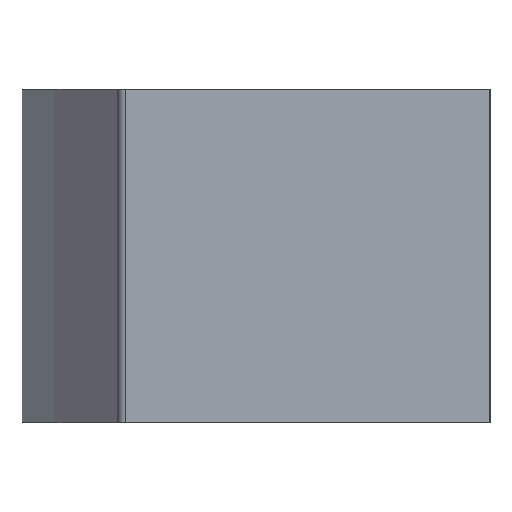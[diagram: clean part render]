
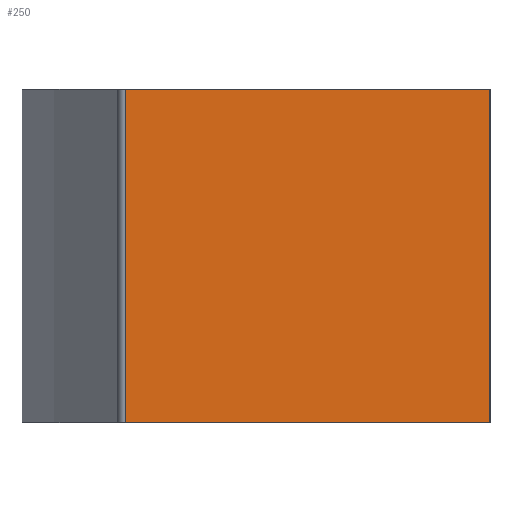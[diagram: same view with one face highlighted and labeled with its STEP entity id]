
A CAD part, left-side view. The second image highlights one B-rep face of the part: STEP entity #250.
In plain terms, the highlighted planar face has unit normal (-1, 0, 0).
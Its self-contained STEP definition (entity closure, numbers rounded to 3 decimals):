
#95 = LINE ( 'NONE', #111, #717 ) ;
#98 = CARTESIAN_POINT ( 'NONE',  ( -88.8, -28.6, 10.1 ) ) ;
#99 = ORIENTED_EDGE ( 'NONE', *, *, #213, .F. ) ;
#110 = EDGE_LOOP ( 'NONE', ( #492, #160, #99, #848 ) ) ;
#111 = CARTESIAN_POINT ( 'NONE',  ( -88.8, -28.6, -10.1 ) ) ;
#113 = CARTESIAN_POINT ( 'NONE',  ( -88.8, -6.536, -10.1 ) ) ;
#160 = ORIENTED_EDGE ( 'NONE', *, *, #777, .T. ) ;
#203 = CARTESIAN_POINT ( 'NONE',  ( -88.8, -6.536, 10.1 ) ) ;
#213 = EDGE_CURVE ( 'NONE', #650, #296, #95, .T. ) ;
#250 = ADVANCED_FACE ( 'NONE', ( #510 ), #382, .T. ) ;
#296 = VERTEX_POINT ( 'NONE', #113 ) ;
#318 = AXIS2_PLACEMENT_3D ( 'NONE', #667, #885, #796 ) ;
#335 = VERTEX_POINT ( 'NONE', #740 ) ;
#353 = LINE ( 'NONE', #637, #706 ) ;
#382 = PLANE ( 'NONE',  #318 ) ;
#451 = LINE ( 'NONE', #98, #672 ) ;
#456 = VERTEX_POINT ( 'NONE', #203 ) ;
#492 = ORIENTED_EDGE ( 'NONE', *, *, #846, .T. ) ;
#510 = FACE_OUTER_BOUND ( 'NONE', #110, .T. ) ;
#554 = VECTOR ( 'NONE', #654, 1000. ) ;
#571 = CARTESIAN_POINT ( 'NONE',  ( -88.8, -28.6, -10.1 ) ) ;
#577 = LINE ( 'NONE', #866, #554 ) ;
#637 = CARTESIAN_POINT ( 'NONE',  ( -88.8, -28.6, 38.118 ) ) ;
#646 = DIRECTION ( 'NONE',  ( 0., 0., -1. ) ) ;
#650 = VERTEX_POINT ( 'NONE', #571 ) ;
#654 = DIRECTION ( 'NONE',  ( 0., 0., -1. ) ) ;
#667 = CARTESIAN_POINT ( 'NONE',  ( -88.8, -28.6, 38.118 ) ) ;
#672 = VECTOR ( 'NONE', #734, 1000. ) ;
#706 = VECTOR ( 'NONE', #646, 1000. ) ;
#717 = VECTOR ( 'NONE', #874, 1000. ) ;
#734 = DIRECTION ( 'NONE',  ( 0., 1., 0. ) ) ;
#740 = CARTESIAN_POINT ( 'NONE',  ( -88.8, -28.6, 10.1 ) ) ;
#743 = EDGE_CURVE ( 'NONE', #335, #650, #353, .T. ) ;
#777 = EDGE_CURVE ( 'NONE', #456, #296, #577, .T. ) ;
#796 = DIRECTION ( 'NONE',  ( 0., 0., 1. ) ) ;
#846 = EDGE_CURVE ( 'NONE', #335, #456, #451, .T. ) ;
#848 = ORIENTED_EDGE ( 'NONE', *, *, #743, .F. ) ;
#866 = CARTESIAN_POINT ( 'NONE',  ( -88.8, -6.536, 38.118 ) ) ;
#874 = DIRECTION ( 'NONE',  ( 0., 1., 0. ) ) ;
#885 = DIRECTION ( 'NONE',  ( -1., 0., 0. ) ) ;
